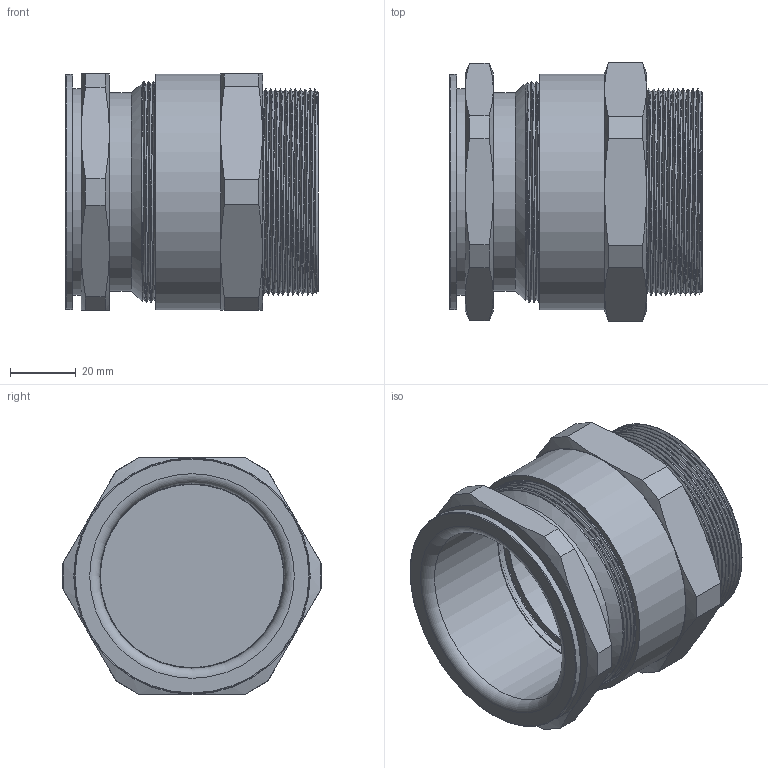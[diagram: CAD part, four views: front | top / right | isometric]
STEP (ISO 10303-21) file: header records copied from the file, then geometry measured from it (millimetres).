
FILE_DESCRIPTION(/* description */ ('ADE-1F2 M 63x1,5'),/* implementation_level */ '2;1');
FILE_NAME(/* name */ '00807204V1-RST.stp',/* time_stamp */ '2020-03-03T15:40:18+01:00',/* author */ ('sl'),/* organization */ (''),/* preprocessor_version */ 'ST-DEVELOPER v16.5',/* originating_system */ 'Autodesk Inventor 2017',/* authorisation */ '');
FILE_SCHEMA (('AUTOMOTIVE_DESIGN { 1 0 10303 214 3 1 1 }'));
Length unit declared in the file: millimetre
Products named in the file (5): 00807204V1; 00807204V1_1; 00807204V1_2; 00807204V1_3; 00807204V1_4
Assembly tree (4 placements, depth 2):
  00807204V1
    00807204V1_1
    00807204V1_2
    00807204V1_3
    00807204V1_4
Bounding box: 76.97 x 78.61 x 72 mm (x, y, z)
Volume: 90546.7 mm3; surface area: 65738.3 mm2
Topology: 4 solids, 4 shells, 126 faces, 280 edges, 174 vertices
Faces by surface type: plane 45, cylinder 34, cone 33, torus 8, bspline 6
Full cylindrical faces by diameter (mm): 55.8 x1, 56 x1, 56.3 x1, 56.35 x1, 57 x1, 58.98 x1, 60.2 x1, 60.5 x1, 62.92 x1, 63 x1, 66 x1, 66.03 x2, 66.5 x13, 71.6 x1, 71.78 x1
Entity records: 8385 total; most frequent: CARTESIAN_POINT 6168, DIRECTION 422, ORIENTED_EDGE 406, EDGE_CURVE 203, AXIS2_PLACEMENT_3D 199, EDGE_LOOP 164, VERTEX_POINT 143, FACE_OUTER_BOUND 113
